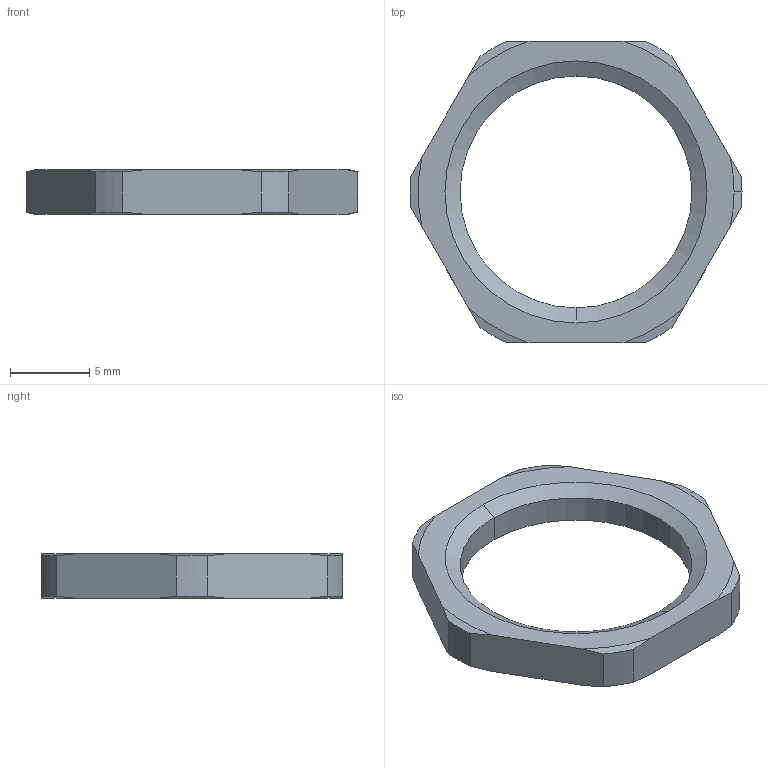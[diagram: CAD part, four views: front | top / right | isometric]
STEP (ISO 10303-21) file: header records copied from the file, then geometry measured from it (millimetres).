
FILE_DESCRIPTION (( 'STEP AP214' ), '1' );
FILE_NAME ('415371.stp.STEP', '2024-10-09T10:45:43', ( '' ), ( '' ), 'SwSTEP 2.0', 'SolidWorks 2024', '' );
FILE_SCHEMA (( 'AUTOMOTIVE_DESIGN' ));
Length unit declared in the file: millimetre
Products named in the file (1): 415371.stp
Bounding box: 20.9 x 19 x 2.8 mm (x, y, z)
Volume: 372.3 mm3; surface area: 551.6 mm2
Topology: 1 solids, 1 shells, 34 faces, 92 edges, 60 vertices
Faces by surface type: cone 18, plane 8, cylinder 8
Entity records: 1179 total; most frequent: CARTESIAN_POINT 307, ORIENTED_EDGE 184, DIRECTION 174, EDGE_CURVE 92, AXIS2_PLACEMENT_3D 71, VERTEX_POINT 60, CIRCLE 36, EDGE_LOOP 36
